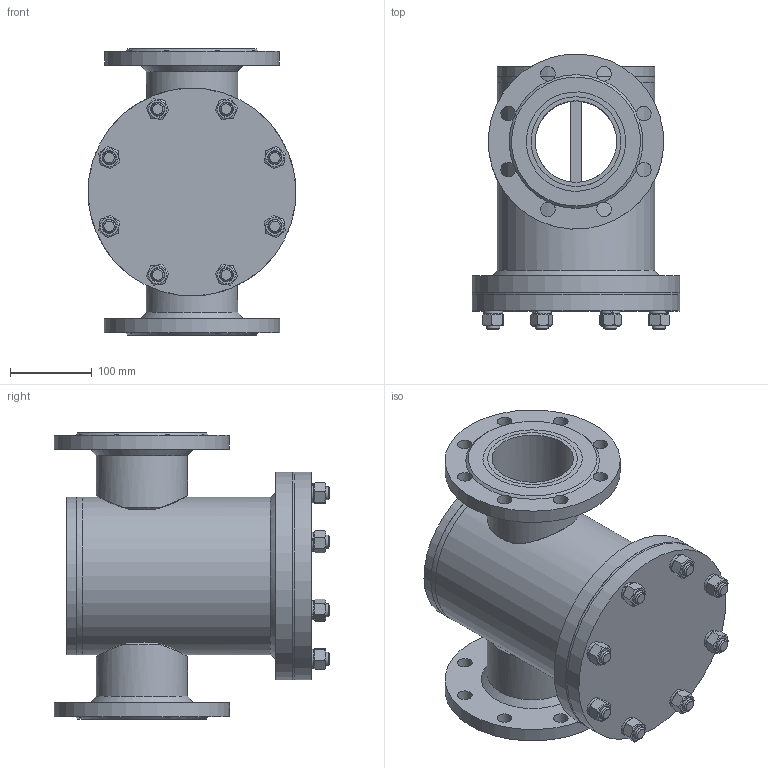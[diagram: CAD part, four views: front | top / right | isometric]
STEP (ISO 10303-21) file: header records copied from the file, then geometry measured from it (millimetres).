
FILE_DESCRIPTION((''),'2;1');
FILE_NAME('ФБ93 010 100 000.stp','2015-03-10T13:54:35',('��������'),(''),'Autodesk Inventor 2013','Autodesk Inventor 2013','');
FILE_SCHEMA(('CONFIG_CONTROL_DESIGN'));
Length unit declared in the file: millimetre
Products named in the file (19): ФБ93 010 100 000; ������; ������_Сварные швы; �����; ���; �����_1; �����_2; ������_1; ������_2; ���������; ������_3; �����_3; ������_4; �����_4; �������; ����� 16 � ���� 6402-70; ����� �16 ���� 5915-70
Assembly tree (41 placements, depth 3):
  ФБ93 010 100 000
    ������
      ������_Сварные швы
      �����
      ���
      �����_1
      �����_2
      ������
      ������_1
      ������_2
    ���������
    ������_3
    �����_3
    ������_1
      ������_4
      �����_4  x3
    �������  x8
    ����� 16 � ���� 6402-70  x8
    ����� �16 ���� 5915-70  x8
Bounding box: 254.76 x 338 x 351 mm (x, y, z)
Volume: 4535872.2 mm3; surface area: 1132803.6 mm2
Topology: 44 solids, 44 shells, 468 faces, 1036 edges, 676 vertices
Faces by surface type: plane 245, cylinder 141, cone 75, bspline 7
Full cylindrical faces by diameter (mm): 10 x3, 13.84 x8, 14 x8, 15.8 x16, 16 x24, 18 x32, 20 x1, 100 x4, 110 x6, 112 x4, 114 x2, 176 x2, 178 x1, 190 x2, 193 x3, 215 x2, 255 x3
Entity records: 13816 total; most frequent: CARTESIAN_POINT 8013, DIRECTION 1152, ORIENTED_EDGE 872, AXIS2_PLACEMENT_3D 519, EDGE_LOOP 442, EDGE_CURVE 436, VERTEX_POINT 352, CIRCLE 230
